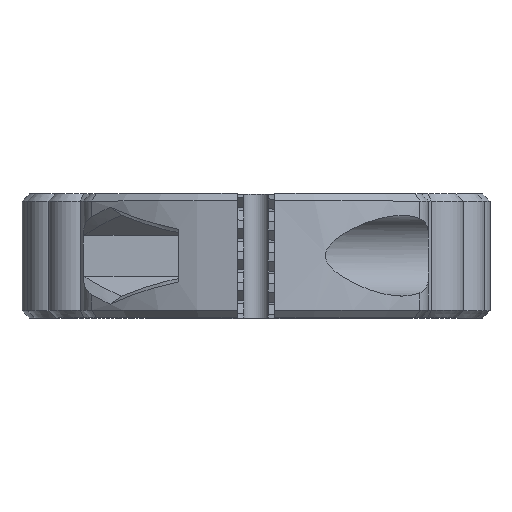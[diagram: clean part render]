
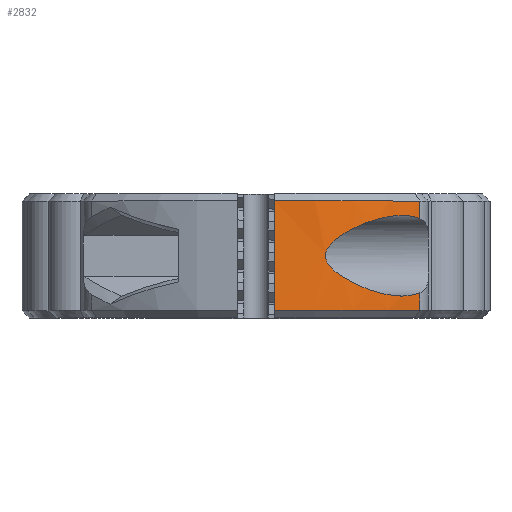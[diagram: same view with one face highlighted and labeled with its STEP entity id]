
A CAD part, top view. The second image highlights one B-rep face of the part: STEP entity #2832.
In plain terms, the highlighted cylindrical face has radius 18.848 mm (diameter 37.696 mm), a partial arc.
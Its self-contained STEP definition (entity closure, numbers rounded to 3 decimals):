
#123=CYLINDRICAL_SURFACE('',#3091,18.848);
#183=CIRCLE('',#2975,18.848);
#258=CIRCLE('',#3092,18.848);
#399=FACE_OUTER_BOUND('',#573,.T.);
#573=EDGE_LOOP('',(#2143,#2144,#2145,#2146,#2147,#2148,#2149));
#796=B_SPLINE_CURVE_WITH_KNOTS('',3,(#7759,#7760,#7761,#7762,#7763,#7764,
#7765,#7766,#7767,#7768,#7769,#7770,#7771,#7772,#7773,#7774),
 .UNSPECIFIED.,.F.,.F.,(4,2,2,2,2,2,2,4),(0.411,0.418,
0.599,0.85,1.1,1.281,1.326,
1.371),.UNSPECIFIED.);
#797=B_SPLINE_CURVE_WITH_KNOTS('',3,(#7776,#7777,#7778,#7779,#7780,#7781,
#7782,#7783,#7784,#7785,#7786,#7787,#7788,#7789,#7790,#7791),
 .UNSPECIFIED.,.F.,.F.,(4,2,2,2,2,2,2,4),(1.371,1.416,
1.461,1.643,1.893,2.144,2.325,
2.332),.UNSPECIFIED.);
#887=LINE('',#4106,#995);
#913=LINE('',#7757,#1021);
#914=LINE('',#7793,#1022);
#995=VECTOR('',#3291,10.);
#1021=VECTOR('',#3579,10.);
#1022=VECTOR('',#3580,10.);
#1114=VERTEX_POINT('',#4100);
#1116=VERTEX_POINT('',#4105);
#1170=VERTEX_POINT('',#5966);
#1267=VERTEX_POINT('',#7756);
#1268=VERTEX_POINT('',#7758);
#1269=VERTEX_POINT('',#7775);
#1270=VERTEX_POINT('',#7792);
#1404=EDGE_CURVE('',#1116,#1114,#887,.T.);
#1470=EDGE_CURVE('',#1170,#1114,#183,.T.);
#1613=EDGE_CURVE('',#1267,#1170,#913,.T.);
#1614=EDGE_CURVE('',#1267,#1268,#796,.T.);
#1615=EDGE_CURVE('',#1268,#1269,#797,.T.);
#1616=EDGE_CURVE('',#1270,#1269,#914,.T.);
#1617=EDGE_CURVE('',#1116,#1270,#258,.T.);
#2143=ORIENTED_EDGE('',*,*,#1404,.T.);
#2144=ORIENTED_EDGE('',*,*,#1470,.F.);
#2145=ORIENTED_EDGE('',*,*,#1613,.F.);
#2146=ORIENTED_EDGE('',*,*,#1614,.T.);
#2147=ORIENTED_EDGE('',*,*,#1615,.T.);
#2148=ORIENTED_EDGE('',*,*,#1616,.F.);
#2149=ORIENTED_EDGE('',*,*,#1617,.F.);
#2832=ADVANCED_FACE('',(#399),#123,.T.);
#2975=AXIS2_PLACEMENT_3D('',#5968,#3339,#3340);
#3091=AXIS2_PLACEMENT_3D('',#7755,#3577,#3578);
#3092=AXIS2_PLACEMENT_3D('',#7794,#3581,#3582);
#3291=DIRECTION('',(0.,-1.,0.));
#3339=DIRECTION('center_axis',(0.,-1.,0.));
#3340=DIRECTION('ref_axis',(1.,0.,0.));
#3577=DIRECTION('center_axis',(0.,-1.,0.));
#3578=DIRECTION('ref_axis',(-1.,0.,0.));
#3579=DIRECTION('',(0.,-1.,0.));
#3580=DIRECTION('',(0.,-1.,0.));
#3581=DIRECTION('center_axis',(0.,1.,0.));
#3582=DIRECTION('ref_axis',(1.,0.,0.));
#4100=CARTESIAN_POINT('',(22.556,32.6,31.44));
#4105=CARTESIAN_POINT('',(22.556,41.4,31.44));
#4106=CARTESIAN_POINT('',(22.556,42.,31.44));
#5966=CARTESIAN_POINT('',(34.252,32.6,26.11));
#5968=CARTESIAN_POINT('Origin',(21.056,32.6,12.652));
#7755=CARTESIAN_POINT('Origin',(21.056,42.,12.652));
#7756=CARTESIAN_POINT('',(34.252,34.017,26.11));
#7757=CARTESIAN_POINT('',(34.252,42.,26.11));
#7758=CARTESIAN_POINT('',(26.652,37.,30.65));
#7759=CARTESIAN_POINT('Ctrl Pts',(34.252,34.017,26.11));
#7760=CARTESIAN_POINT('Ctrl Pts',(34.235,34.01,26.127));
#7761=CARTESIAN_POINT('Ctrl Pts',(34.217,34.003,26.144));
#7762=CARTESIAN_POINT('Ctrl Pts',(33.758,33.818,26.591));
#7763=CARTESIAN_POINT('Ctrl Pts',(33.264,33.75,27.025));
#7764=CARTESIAN_POINT('Ctrl Pts',(32.139,33.75,27.92));
#7765=CARTESIAN_POINT('Ctrl Pts',(31.4,33.878,28.433));
#7766=CARTESIAN_POINT('Ctrl Pts',(29.895,34.332,29.322));
#7767=CARTESIAN_POINT('Ctrl Pts',(29.129,34.653,29.7));
#7768=CARTESIAN_POINT('Ctrl Pts',(27.953,35.315,30.201));
#7769=CARTESIAN_POINT('Ctrl Pts',(27.373,35.695,30.414));
#7770=CARTESIAN_POINT('Ctrl Pts',(26.908,36.268,30.569));
#7771=CARTESIAN_POINT('Ctrl Pts',(26.817,36.403,30.598));
#7772=CARTESIAN_POINT('Ctrl Pts',(26.689,36.693,30.639));
#7773=CARTESIAN_POINT('Ctrl Pts',(26.652,36.85,30.65));
#7774=CARTESIAN_POINT('Ctrl Pts',(26.652,37.,30.65));
#7775=CARTESIAN_POINT('',(34.252,39.983,26.11));
#7776=CARTESIAN_POINT('Ctrl Pts',(26.652,37.,30.65));
#7777=CARTESIAN_POINT('Ctrl Pts',(26.652,37.15,30.65));
#7778=CARTESIAN_POINT('Ctrl Pts',(26.689,37.307,30.639));
#7779=CARTESIAN_POINT('Ctrl Pts',(26.817,37.597,30.598));
#7780=CARTESIAN_POINT('Ctrl Pts',(26.908,37.732,30.569));
#7781=CARTESIAN_POINT('Ctrl Pts',(27.373,38.305,30.414));
#7782=CARTESIAN_POINT('Ctrl Pts',(27.953,38.685,30.201));
#7783=CARTESIAN_POINT('Ctrl Pts',(29.129,39.347,29.7));
#7784=CARTESIAN_POINT('Ctrl Pts',(29.895,39.668,29.322));
#7785=CARTESIAN_POINT('Ctrl Pts',(31.4,40.122,28.433));
#7786=CARTESIAN_POINT('Ctrl Pts',(32.139,40.25,27.92));
#7787=CARTESIAN_POINT('Ctrl Pts',(33.264,40.25,27.025));
#7788=CARTESIAN_POINT('Ctrl Pts',(33.758,40.182,26.591));
#7789=CARTESIAN_POINT('Ctrl Pts',(34.217,39.997,26.144));
#7790=CARTESIAN_POINT('Ctrl Pts',(34.235,39.99,26.127));
#7791=CARTESIAN_POINT('Ctrl Pts',(34.252,39.983,26.11));
#7792=CARTESIAN_POINT('',(34.252,41.4,26.11));
#7793=CARTESIAN_POINT('',(34.252,42.,26.11));
#7794=CARTESIAN_POINT('Origin',(21.056,41.4,12.652));
